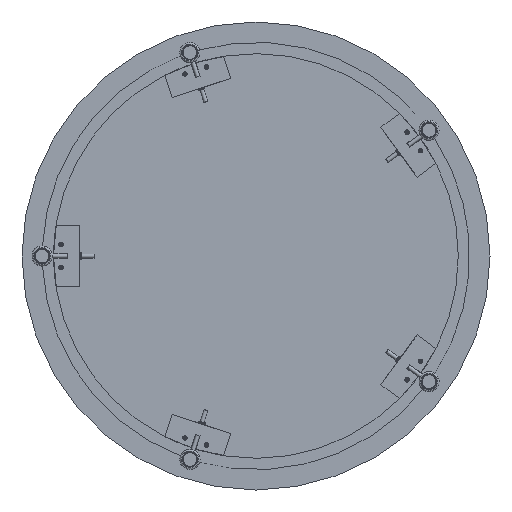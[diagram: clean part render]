
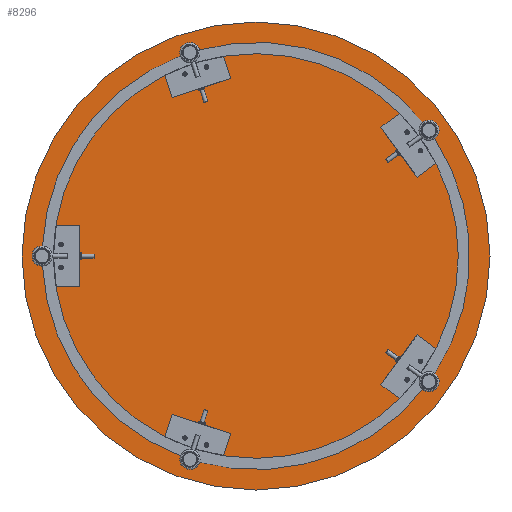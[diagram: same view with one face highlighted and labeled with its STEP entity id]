
A CAD part, front view. The second image highlights one B-rep face of the part: STEP entity #8296.
In plain terms, the highlighted face is planar.
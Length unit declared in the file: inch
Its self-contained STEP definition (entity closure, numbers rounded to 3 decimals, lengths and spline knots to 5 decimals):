
#1561=PLANE('',#9108);
#1990=FACE_OUTER_BOUND('',#2613,.T.);
#2613=EDGE_LOOP('',(#5740));
#3343=CIRCLE('',#9106,18.);
#3824=VERTEX_POINT('',#12685);
#4525=EDGE_CURVE('',#3824,#3824,#3343,.T.);
#5740=ORIENTED_EDGE('',*,*,#4525,.T.);
#8296=ADVANCED_FACE('',(#1990),#1561,.F.);
#9106=AXIS2_PLACEMENT_3D('',#12686,#10209,#10210);
#9108=AXIS2_PLACEMENT_3D('',#12688,#10213,#10214);
#10209=DIRECTION('center_axis',(0.,0.,-1.));
#10210=DIRECTION('ref_axis',(-1.,0.,0.));
#10213=DIRECTION('center_axis',(0.,0.,1.));
#10214=DIRECTION('ref_axis',(1.,0.,0.));
#12685=CARTESIAN_POINT('',(18.,0.,-0.5));
#12686=CARTESIAN_POINT('Origin',(0.,0.,-0.5));
#12688=CARTESIAN_POINT('Origin',(0.,0.,
-0.5));
